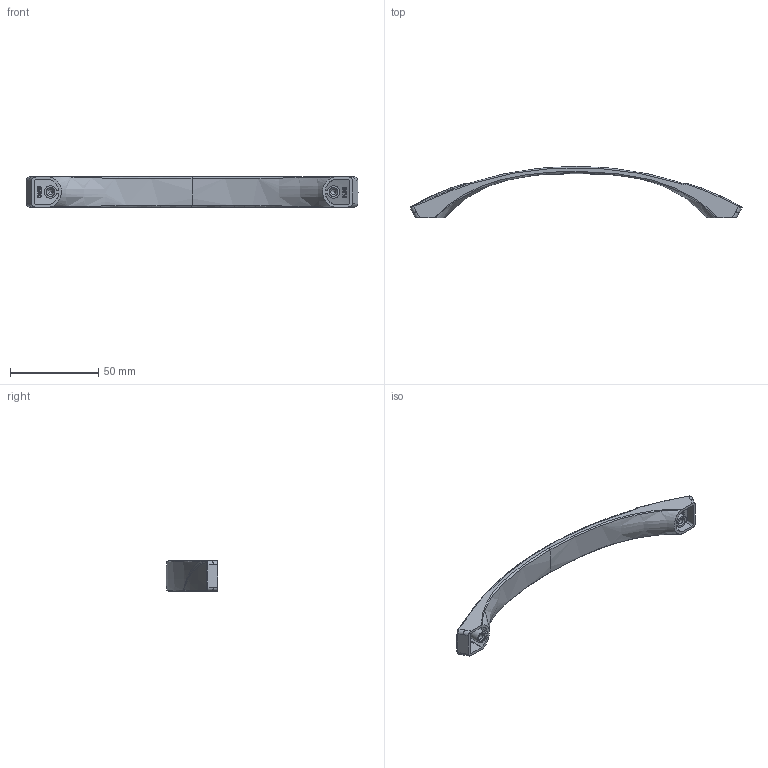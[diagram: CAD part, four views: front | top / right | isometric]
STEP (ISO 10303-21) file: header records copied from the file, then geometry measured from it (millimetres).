
FILE_DESCRIPTION(('Creo Elements/Direct Modeling STEP Export'),'2;1');
FILE_NAME('2414-188.stp','2018-08-20T11:34:35',(''),(''),'Creo Elements/Direct Modeling STEP processor for AP214 (Solid Model)','Creo Elements/Direct Modeling 20.0 12-Nov-2016 (C) Parametric Technology GmbH','');
FILE_SCHEMA(('AUTOMOTIVE_DESIGN { 1 0 10303 214 1 1 1 1 }'));
Length unit declared in the file: millimetre
Products named in the file (1): ZN-10270
Bounding box: 187.79 x 29.18 x 17 mm (x, y, z)
Volume: 17945.2 mm3; surface area: 10232.7 mm2
Topology: 1 solids, 1 shells, 377 faces, 1049 edges, 688 vertices
Faces by surface type: plane 287, bspline 38, cylinder 27, torus 17, cone 8
Entity records: 21897 total; most frequent: CARTESIAN_POINT 13043, ORIENTED_EDGE 2090, DIRECTION 1122, EDGE_CURVE 1045, VERTEX_POINT 688, B_SPLINE_CURVE_WITH_KNOTS 642, SURFACE_CURVE 579, EDGE_LOOP 395
